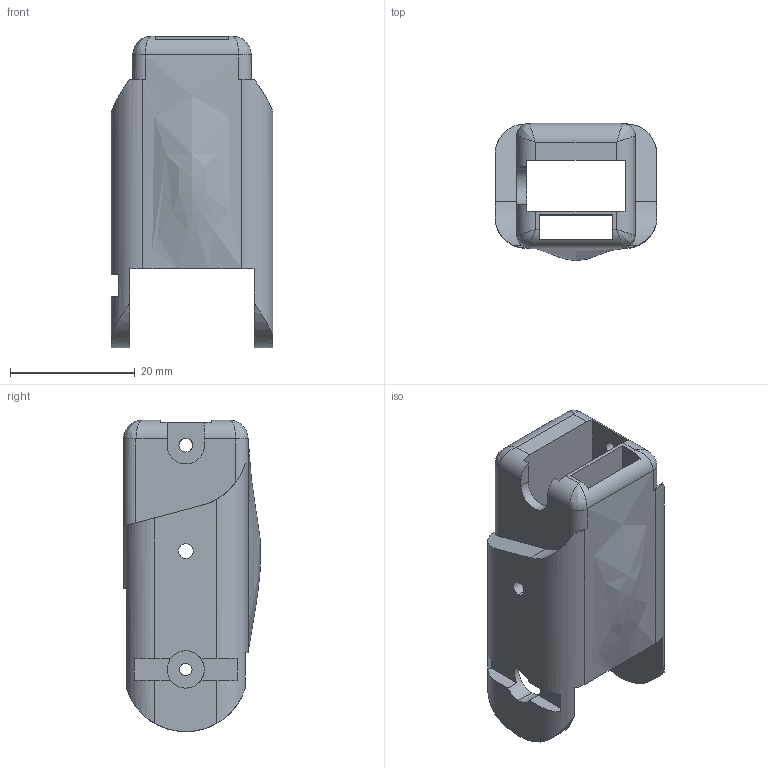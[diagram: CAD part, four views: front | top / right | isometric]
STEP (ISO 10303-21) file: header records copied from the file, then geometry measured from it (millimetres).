
FILE_DESCRIPTION (( 'STEP AP203' ), '1' );
FILE_NAME ('linki3__Varsayilan_sldprt.STEP', '2020-10-29T23:47:49', ( '' ), ( '' ), 'SwSTEP 2.0', 'SolidWorks 2019', '' );
FILE_SCHEMA (( 'CONFIG_CONTROL_DESIGN' ));
Length unit declared in the file: millimetre
Products named in the file (1): linki3__Varsayilan_sldprt
Bounding box: 26 x 21.99 x 50 mm (x, y, z)
Volume: 8504.8 mm3; surface area: 7006.9 mm2
Topology: 1 solids, 1 shells, 77 faces, 226 edges, 143 vertices
Faces by surface type: cylinder 36, plane 36, bspline 5
Entity records: 3058 total; most frequent: CARTESIAN_POINT 1005, ORIENTED_EDGE 444, DIRECTION 381, EDGE_CURVE 222, VERTEX_POINT 143, AXIS2_PLACEMENT_3D 131, VECTOR 119, LINE 119
